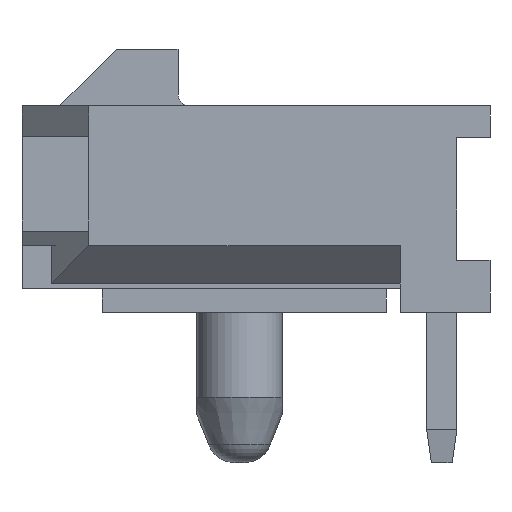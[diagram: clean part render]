
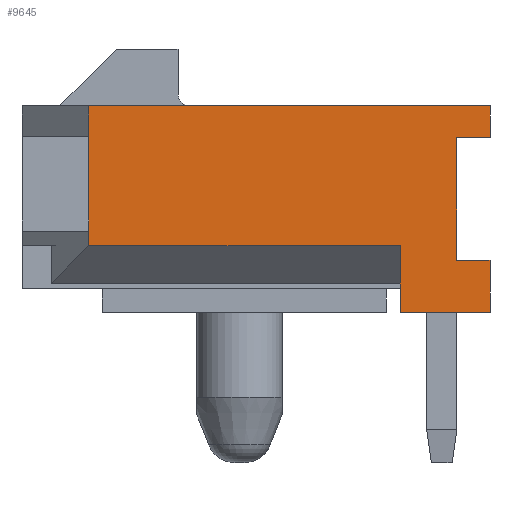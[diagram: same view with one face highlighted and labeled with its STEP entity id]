
A CAD part, left-side view. The second image highlights one B-rep face of the part: STEP entity #9645.
In plain terms, the highlighted face is planar.
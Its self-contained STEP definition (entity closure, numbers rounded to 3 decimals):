
#892=ORIENTED_EDGE('',*,*,#2529,.T.);
#893=ORIENTED_EDGE('',*,*,#2526,.T.);
#894=ORIENTED_EDGE('',*,*,#2523,.T.);
#895=ORIENTED_EDGE('',*,*,#2693,.F.);
#896=ORIENTED_EDGE('',*,*,#2696,.F.);
#897=ORIENTED_EDGE('',*,*,#2645,.F.);
#898=ORIENTED_EDGE('',*,*,#2657,.T.);
#899=ORIENTED_EDGE('',*,*,#2650,.F.);
#900=ORIENTED_EDGE('',*,*,#2594,.F.);
#901=ORIENTED_EDGE('',*,*,#2661,.T.);
#902=ORIENTED_EDGE('',*,*,#2671,.F.);
#903=ORIENTED_EDGE('',*,*,#2695,.F.);
#2523=EDGE_CURVE('',#3442,#3441,#4131,.T.);
#2526=EDGE_CURVE('',#3444,#3442,#4134,.T.);
#2529=EDGE_CURVE('',#3446,#3444,#4137,.T.);
#2594=EDGE_CURVE('',#3492,#3493,#4202,.T.);
#2645=EDGE_CURVE('',#3510,#3527,#4251,.T.);
#2650=EDGE_CURVE('',#3493,#3506,#4256,.T.);
#2657=EDGE_CURVE('',#3510,#3506,#4263,.T.);
#2661=EDGE_CURVE('',#3492,#3534,#4267,.T.);
#2671=EDGE_CURVE('',#3541,#3534,#4277,.T.);
#2693=EDGE_CURVE('',#3550,#3441,#4299,.T.);
#2695=EDGE_CURVE('',#3446,#3541,#4301,.T.);
#2696=EDGE_CURVE('',#3527,#3550,#4302,.T.);
#3441=VERTEX_POINT('',#13000);
#3442=VERTEX_POINT('',#13002);
#3444=VERTEX_POINT('',#13008);
#3446=VERTEX_POINT('',#13014);
#3492=VERTEX_POINT('',#13141);
#3493=VERTEX_POINT('',#13143);
#3506=VERTEX_POINT('',#13181);
#3510=VERTEX_POINT('',#13189);
#3527=VERTEX_POINT('',#13242);
#3534=VERTEX_POINT('',#13270);
#3541=VERTEX_POINT('',#13290);
#3550=VERTEX_POINT('',#13329);
#4131=LINE('',#13001,#5099);
#4134=LINE('',#13007,#5102);
#4137=LINE('',#13013,#5105);
#4202=LINE('',#13142,#5170);
#4251=LINE('',#13241,#5219);
#4256=LINE('',#13251,#5224);
#4263=LINE('',#13263,#5231);
#4267=LINE('',#13271,#5235);
#4277=LINE('',#13291,#5245);
#4299=LINE('',#13328,#5267);
#4301=LINE('',#13332,#5269);
#4302=LINE('',#13334,#5270);
#5099=VECTOR('',#10984,1000.);
#5102=VECTOR('',#10989,1000.);
#5105=VECTOR('',#10994,1000.);
#5170=VECTOR('',#11093,1000.);
#5219=VECTOR('',#11174,1000.);
#5224=VECTOR('',#11183,1000.);
#5231=VECTOR('',#11196,1000.);
#5235=VECTOR('',#11202,1000.);
#5245=VECTOR('',#11218,1000.);
#5267=VECTOR('',#11254,1000.);
#5269=VECTOR('',#11258,1000.);
#5270=VECTOR('',#11261,1000.);
#5832=EDGE_LOOP('',(#892,#893,#894,#895,#896,#897,#898,#899,#900,#901,#902,
#903));
#6228=FACE_BOUND('',#5832,.T.);
#6619=PLANE('',#10061);
#9645=ADVANCED_FACE('',(#6228),#6619,.F.);
#10061=AXIS2_PLACEMENT_3D('',#13333,#11259,#11260);
#10984=DIRECTION('',(0.,1.,0.));
#10989=DIRECTION('',(0.,0.,1.));
#10994=DIRECTION('',(0.,-1.,0.));
#11093=DIRECTION('',(0.,-1.,0.));
#11174=DIRECTION('',(0.,0.,1.));
#11183=DIRECTION('',(0.,0.,1.));
#11196=DIRECTION('',(0.,0.,-1.));
#11202=DIRECTION('',(0.,0.,-1.));
#11218=DIRECTION('',(0.,-1.,0.));
#11254=DIRECTION('',(0.,0.,-1.));
#11258=DIRECTION('',(0.,0.,-1.));
#11259=DIRECTION('',(-1.,0.,0.));
#11260=DIRECTION('',(0.,0.,1.));
#11261=DIRECTION('',(0.,1.,0.));
#13000=CARTESIAN_POINT('',(12.325,4.95,1.515));
#13001=CARTESIAN_POINT('',(12.325,4.25,1.515));
#13002=CARTESIAN_POINT('',(12.325,4.25,1.515));
#13007=CARTESIAN_POINT('',(12.325,4.25,-1.085));
#13008=CARTESIAN_POINT('',(12.325,4.25,-1.085));
#13013=CARTESIAN_POINT('',(12.325,4.95,-1.085));
#13014=CARTESIAN_POINT('',(12.325,4.95,-1.085));
#13141=CARTESIAN_POINT('',(12.325,3.05,-0.771));
#13142=CARTESIAN_POINT('',(12.325,3.05,-0.771));
#13143=CARTESIAN_POINT('',(12.325,-3.536,-0.771));
#13181=CARTESIAN_POINT('',(12.325,-3.536,-0.465));
#13189=CARTESIAN_POINT('',(12.325,-3.536,1.535));
#13241=CARTESIAN_POINT('',(12.325,-3.536,0.));
#13242=CARTESIAN_POINT('',(12.325,-3.536,2.185));
#13251=CARTESIAN_POINT('',(12.325,-3.536,0.));
#13263=CARTESIAN_POINT('',(12.325,-3.536,1.535));
#13270=CARTESIAN_POINT('',(12.325,3.05,-2.185));
#13271=CARTESIAN_POINT('',(12.325,3.05,-2.185));
#13290=CARTESIAN_POINT('',(12.325,4.95,-2.185));
#13291=CARTESIAN_POINT('',(12.325,4.95,-2.185));
#13328=CARTESIAN_POINT('',(12.325,4.95,2.185));
#13329=CARTESIAN_POINT('',(12.325,4.95,2.185));
#13332=CARTESIAN_POINT('',(12.325,4.95,2.185));
#13333=CARTESIAN_POINT('',(12.325,0.,0.));
#13334=CARTESIAN_POINT('',(12.325,-4.95,2.185));
